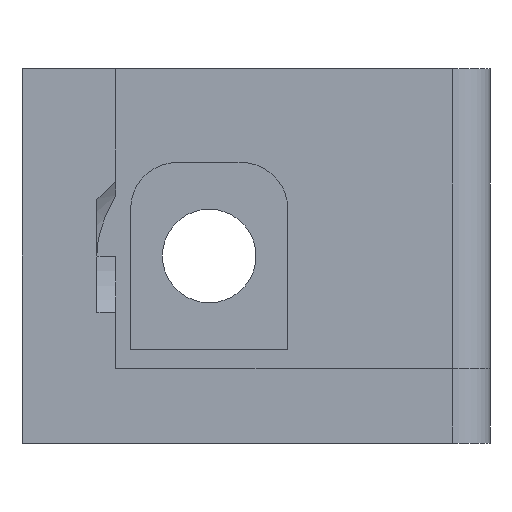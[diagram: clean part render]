
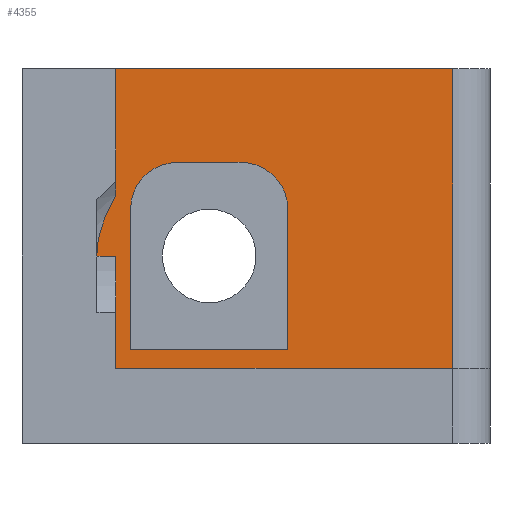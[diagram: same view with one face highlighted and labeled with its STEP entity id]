
A CAD part, front view. The second image highlights one B-rep face of the part: STEP entity #4355.
In plain terms, the highlighted planar face has unit normal (0, -1, 0).
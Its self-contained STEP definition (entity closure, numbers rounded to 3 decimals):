
#16=(
BOUNDED_CURVE()
B_SPLINE_CURVE(2,(#5743,#5744,#5745),.UNSPECIFIED.,.F.,.F.)
B_SPLINE_CURVE_WITH_KNOTS((3,3),(0.252,0.682),
 .UNSPECIFIED.)
CURVE()
GEOMETRIC_REPRESENTATION_ITEM()
RATIONAL_B_SPLINE_CURVE((1.19,1.316,1.316))
REPRESENTATION_ITEM('')
);
#44=FACE_BOUND('',#667,.T.);
#248=PLANE('',#4604);
#444=FACE_OUTER_BOUND('',#666,.T.);
#666=EDGE_LOOP('',(#3874,#3875,#3876,#3877,#3878,#3879,#3880,#3881,#3882,
#3883,#3884,#3885,#3886,#3887,#3888,#3889,#3890,#3891,#3892,#3893,#3894,
#3895,#3896));
#667=EDGE_LOOP('',(#3897,#3898,#3899,#3900,#3901,#3902));
#726=LINE('',#5696,#1300);
#744=LINE('',#5774,#1318);
#745=LINE('',#5785,#1319);
#757=LINE('',#5811,#1331);
#782=LINE('',#5869,#1356);
#785=LINE('',#5875,#1359);
#788=LINE('',#5881,#1362);
#791=LINE('',#5887,#1365);
#794=LINE('',#5893,#1368);
#950=LINE('',#6205,#1524);
#953=LINE('',#6210,#1527);
#1096=LINE('',#6497,#1670);
#1099=LINE('',#6502,#1673);
#1101=LINE('',#6507,#1675);
#1104=LINE('',#6512,#1678);
#1255=LINE('',#6815,#1829);
#1258=LINE('',#6820,#1832);
#1261=LINE('',#6824,#1835);
#1263=LINE('',#6835,#1837);
#1266=LINE('',#6845,#1840);
#1267=LINE('',#6846,#1841);
#1268=LINE('',#6847,#1842);
#1269=LINE('',#6848,#1843);
#1270=LINE('',#6850,#1844);
#1271=LINE('',#6852,#1845);
#1272=LINE('',#6853,#1846);
#1300=VECTOR('',#4644,10.);
#1318=VECTOR('',#4716,10.);
#1319=VECTOR('',#4729,10.);
#1331=VECTOR('',#4747,10.);
#1356=VECTOR('',#4790,10.);
#1359=VECTOR('',#4793,10.);
#1362=VECTOR('',#4796,10.);
#1365=VECTOR('',#4799,10.);
#1368=VECTOR('',#4802,10.);
#1524=VECTOR('',#4968,10.);
#1527=VECTOR('',#4973,10.);
#1670=VECTOR('',#5256,10.);
#1673=VECTOR('',#5261,10.);
#1675=VECTOR('',#5265,10.);
#1678=VECTOR('',#5270,10.);
#1829=VECTOR('',#5573,10.);
#1832=VECTOR('',#5578,10.);
#1835=VECTOR('',#5583,10.);
#1837=VECTOR('',#5597,10.);
#1840=VECTOR('',#5610,10.);
#1841=VECTOR('',#5611,10.);
#1842=VECTOR('',#5612,10.);
#1843=VECTOR('',#5613,10.);
#1844=VECTOR('',#5614,10.);
#1845=VECTOR('',#5615,10.);
#1846=VECTOR('',#5616,10.);
#1869=CIRCLE('',#4387,2.5);
#1872=CIRCLE('',#4393,2.5);
#1908=VERTEX_POINT('',#5677);
#1909=VERTEX_POINT('',#5679);
#1915=VERTEX_POINT('',#5695);
#1916=VERTEX_POINT('',#5699);
#1929=VERTEX_POINT('',#5741);
#1930=VERTEX_POINT('',#5742);
#1941=VERTEX_POINT('',#5773);
#1944=VERTEX_POINT('',#5782);
#1945=VERTEX_POINT('',#5784);
#1956=VERTEX_POINT('',#5809);
#1980=VERTEX_POINT('',#5868);
#1982=VERTEX_POINT('',#5872);
#1983=VERTEX_POINT('',#5874);
#1985=VERTEX_POINT('',#5878);
#1986=VERTEX_POINT('',#5880);
#1988=VERTEX_POINT('',#5884);
#1989=VERTEX_POINT('',#5886);
#1991=VERTEX_POINT('',#5890);
#1992=VERTEX_POINT('',#5892);
#2142=VERTEX_POINT('',#6202);
#2144=VERTEX_POINT('',#6208);
#2217=VERTEX_POINT('',#6494);
#2219=VERTEX_POINT('',#6500);
#2220=VERTEX_POINT('',#6504);
#2222=VERTEX_POINT('',#6510);
#2297=VERTEX_POINT('',#6812);
#2299=VERTEX_POINT('',#6818);
#2305=VERTEX_POINT('',#6849);
#2306=VERTEX_POINT('',#6851);
#2316=EDGE_CURVE('',#1908,#1909,#1869,.T.);
#2324=EDGE_CURVE('',#1915,#1909,#726,.T.);
#2326=EDGE_CURVE('',#1915,#1916,#1872,.T.);
#2344=EDGE_CURVE('',#1929,#1930,#16,.F.);
#2359=EDGE_CURVE('',#1929,#1941,#744,.T.);
#2364=EDGE_CURVE('',#1944,#1945,#745,.T.);
#2378=EDGE_CURVE('',#1944,#1956,#757,.T.);
#2407=EDGE_CURVE('',#1980,#1945,#782,.T.);
#2410=EDGE_CURVE('',#1983,#1982,#785,.T.);
#2413=EDGE_CURVE('',#1986,#1985,#788,.T.);
#2416=EDGE_CURVE('',#1989,#1988,#791,.T.);
#2419=EDGE_CURVE('',#1992,#1991,#794,.T.);
#2577=EDGE_CURVE('',#2142,#1985,#950,.T.);
#2580=EDGE_CURVE('',#2144,#1983,#953,.T.);
#2723=EDGE_CURVE('',#2217,#1982,#1096,.T.);
#2726=EDGE_CURVE('',#2219,#1980,#1099,.T.);
#2728=EDGE_CURVE('',#2220,#1988,#1101,.T.);
#2731=EDGE_CURVE('',#2222,#1986,#1104,.T.);
#2882=EDGE_CURVE('',#2297,#1991,#1255,.T.);
#2885=EDGE_CURVE('',#2299,#1989,#1258,.T.);
#2888=EDGE_CURVE('',#1941,#1992,#1261,.T.);
#2893=EDGE_CURVE('',#1956,#1930,#1263,.T.);
#2898=EDGE_CURVE('',#2299,#2297,#1266,.T.);
#2899=EDGE_CURVE('',#2222,#2220,#1267,.T.);
#2900=EDGE_CURVE('',#2144,#2142,#1268,.T.);
#2901=EDGE_CURVE('',#2219,#2217,#1269,.T.);
#2902=EDGE_CURVE('',#2305,#1916,#1270,.T.);
#2903=EDGE_CURVE('',#1908,#2306,#1271,.T.);
#2904=EDGE_CURVE('',#2306,#2305,#1272,.T.);
#3874=ORIENTED_EDGE('',*,*,#2364,.F.);
#3875=ORIENTED_EDGE('',*,*,#2378,.T.);
#3876=ORIENTED_EDGE('',*,*,#2893,.T.);
#3877=ORIENTED_EDGE('',*,*,#2344,.F.);
#3878=ORIENTED_EDGE('',*,*,#2359,.T.);
#3879=ORIENTED_EDGE('',*,*,#2888,.T.);
#3880=ORIENTED_EDGE('',*,*,#2419,.T.);
#3881=ORIENTED_EDGE('',*,*,#2882,.F.);
#3882=ORIENTED_EDGE('',*,*,#2898,.F.);
#3883=ORIENTED_EDGE('',*,*,#2885,.T.);
#3884=ORIENTED_EDGE('',*,*,#2416,.T.);
#3885=ORIENTED_EDGE('',*,*,#2728,.F.);
#3886=ORIENTED_EDGE('',*,*,#2899,.F.);
#3887=ORIENTED_EDGE('',*,*,#2731,.T.);
#3888=ORIENTED_EDGE('',*,*,#2413,.T.);
#3889=ORIENTED_EDGE('',*,*,#2577,.F.);
#3890=ORIENTED_EDGE('',*,*,#2900,.F.);
#3891=ORIENTED_EDGE('',*,*,#2580,.T.);
#3892=ORIENTED_EDGE('',*,*,#2410,.T.);
#3893=ORIENTED_EDGE('',*,*,#2723,.F.);
#3894=ORIENTED_EDGE('',*,*,#2901,.F.);
#3895=ORIENTED_EDGE('',*,*,#2726,.T.);
#3896=ORIENTED_EDGE('',*,*,#2407,.T.);
#3897=ORIENTED_EDGE('',*,*,#2902,.T.);
#3898=ORIENTED_EDGE('',*,*,#2326,.F.);
#3899=ORIENTED_EDGE('',*,*,#2324,.T.);
#3900=ORIENTED_EDGE('',*,*,#2316,.F.);
#3901=ORIENTED_EDGE('',*,*,#2903,.T.);
#3902=ORIENTED_EDGE('',*,*,#2904,.T.);
#4355=ADVANCED_FACE('',(#444,#44),#248,.T.);
#4387=AXIS2_PLACEMENT_3D('',#5680,#4629,#4630);
#4393=AXIS2_PLACEMENT_3D('',#5700,#4648,#4649);
#4604=AXIS2_PLACEMENT_3D('',#6844,#5608,#5609);
#4629=DIRECTION('center_axis',(0.,-1.,0.));
#4630=DIRECTION('ref_axis',(0.707,0.,0.707));
#4644=DIRECTION('',(1.,0.,0.));
#4648=DIRECTION('center_axis',(0.,-1.,0.));
#4649=DIRECTION('ref_axis',(-0.707,0.,0.707));
#4716=DIRECTION('',(1.,0.,0.));
#4729=DIRECTION('',(0.,0.,-1.));
#4747=DIRECTION('',(-1.,0.,0.));
#4790=DIRECTION('',(1.,0.,0.));
#4793=DIRECTION('',(1.,0.,0.));
#4796=DIRECTION('',(1.,0.,0.));
#4799=DIRECTION('',(1.,0.,0.));
#4802=DIRECTION('',(1.,0.,0.));
#4968=DIRECTION('',(0.,0.,1.));
#4973=DIRECTION('',(0.,0.,1.));
#5256=DIRECTION('',(0.,0.,1.));
#5261=DIRECTION('',(0.,0.,1.));
#5265=DIRECTION('',(0.,0.,1.));
#5270=DIRECTION('',(0.,0.,1.));
#5573=DIRECTION('',(0.,0.,1.));
#5578=DIRECTION('',(0.,0.,1.));
#5583=DIRECTION('',(0.,0.,-1.));
#5597=DIRECTION('',(0.,0.,-1.));
#5608=DIRECTION('center_axis',(0.,-1.,0.));
#5609=DIRECTION('ref_axis',(0.,0.,-1.));
#5610=DIRECTION('',(-1.,0.,0.));
#5611=DIRECTION('',(-1.,0.,0.));
#5612=DIRECTION('',(-1.,0.,0.));
#5613=DIRECTION('',(-1.,0.,0.));
#5614=DIRECTION('',(0.,0.,1.));
#5615=DIRECTION('',(0.,0.,-1.));
#5616=DIRECTION('',(-1.,0.,0.));
#5677=CARTESIAN_POINT('',(14.2,-5.,-7.5));
#5679=CARTESIAN_POINT('',(11.7,-5.,-5.));
#5680=CARTESIAN_POINT('Origin',(11.7,-5.,-7.5));
#5695=CARTESIAN_POINT('',(8.3,-5.,-5.));
#5696=CARTESIAN_POINT('',(14.2,-5.,-5.));
#5699=CARTESIAN_POINT('',(5.8,-5.,-7.5));
#5700=CARTESIAN_POINT('Origin',(8.3,-5.,-7.5));
#5741=CARTESIAN_POINT('',(4.,-5.,-10.));
#5742=CARTESIAN_POINT('',(5.,-5.,-6.76));
#5743=CARTESIAN_POINT('Ctrl Pts',(5.,-5.,-6.76));
#5744=CARTESIAN_POINT('Ctrl Pts',(4.,-5.,-8.534));
#5745=CARTESIAN_POINT('Ctrl Pts',(4.,-5.,-10.));
#5773=CARTESIAN_POINT('',(5.,-5.,-10.));
#5774=CARTESIAN_POINT('',(5.,-5.,-10.));
#5782=CARTESIAN_POINT('',(23.,-5.,0.));
#5784=CARTESIAN_POINT('',(23.,-5.,-16.));
#5785=CARTESIAN_POINT('',(23.,-5.,-5.));
#5809=CARTESIAN_POINT('',(5.,-5.,0.));
#5811=CARTESIAN_POINT('',(0.,-5.,0.));
#5868=CARTESIAN_POINT('',(21.536,-5.,-16.));
#5869=CARTESIAN_POINT('',(13.75,-5.,-16.));
#5872=CARTESIAN_POINT('',(20.464,-5.,-16.));
#5874=CARTESIAN_POINT('',(16.536,-5.,-16.));
#5875=CARTESIAN_POINT('',(13.75,-5.,-16.));
#5878=CARTESIAN_POINT('',(15.464,-5.,-16.));
#5880=CARTESIAN_POINT('',(11.536,-5.,-16.));
#5881=CARTESIAN_POINT('',(13.75,-5.,-16.));
#5884=CARTESIAN_POINT('',(10.464,-5.,-16.));
#5886=CARTESIAN_POINT('',(6.536,-5.,-16.));
#5887=CARTESIAN_POINT('',(13.75,-5.,-16.));
#5890=CARTESIAN_POINT('',(5.464,-5.,-16.));
#5892=CARTESIAN_POINT('',(5.,-5.,-16.));
#5893=CARTESIAN_POINT('',(13.75,-5.,-16.));
#6202=CARTESIAN_POINT('',(15.464,-5.,-20.));
#6205=CARTESIAN_POINT('',(15.464,-5.,-20.));
#6208=CARTESIAN_POINT('',(16.536,-5.,-20.));
#6210=CARTESIAN_POINT('',(16.536,-5.,-20.));
#6494=CARTESIAN_POINT('',(20.464,-5.,-20.));
#6497=CARTESIAN_POINT('',(20.464,-5.,-20.));
#6500=CARTESIAN_POINT('',(21.536,-5.,-20.));
#6502=CARTESIAN_POINT('',(21.536,-5.,-20.));
#6504=CARTESIAN_POINT('',(10.464,-5.,-20.));
#6507=CARTESIAN_POINT('',(10.464,-5.,-20.));
#6510=CARTESIAN_POINT('',(11.536,-5.,-20.));
#6512=CARTESIAN_POINT('',(11.536,-5.,-20.));
#6812=CARTESIAN_POINT('',(5.464,-5.,-20.));
#6815=CARTESIAN_POINT('',(5.464,-5.,-20.));
#6818=CARTESIAN_POINT('',(6.536,-5.,-20.));
#6820=CARTESIAN_POINT('',(6.536,-5.,-20.));
#6824=CARTESIAN_POINT('',(5.,-5.,-15.));
#6835=CARTESIAN_POINT('',(5.,-5.,-15.));
#6844=CARTESIAN_POINT('Origin',(12.5,-5.,-10.));
#6845=CARTESIAN_POINT('',(15.768,-5.,-20.));
#6846=CARTESIAN_POINT('',(18.268,-5.,-20.));
#6847=CARTESIAN_POINT('',(20.768,-5.,-20.));
#6848=CARTESIAN_POINT('',(23.268,-5.,-20.));
#6849=CARTESIAN_POINT('',(5.8,-5.,-15.));
#6850=CARTESIAN_POINT('',(5.8,-5.,-5.));
#6851=CARTESIAN_POINT('',(14.2,-5.,-15.));
#6852=CARTESIAN_POINT('',(14.2,-5.,-15.));
#6853=CARTESIAN_POINT('',(10.,-5.,-15.));
